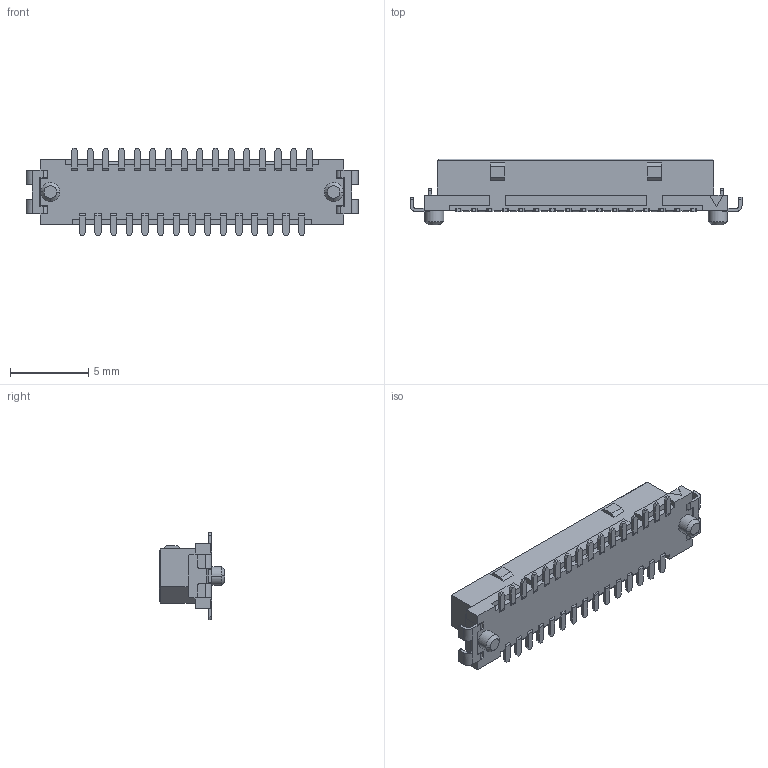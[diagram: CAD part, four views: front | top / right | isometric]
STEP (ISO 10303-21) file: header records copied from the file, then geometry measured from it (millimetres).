
FILE_DESCRIPTION (( 'STEP AP214' ), '1' );
FILE_NAME ('FBB10003-F31S3013W5M-REF.STEP', '2024-11-04T03:35:45', ( '' ), ( '' ), 'SwSTEP 2.0', 'SolidWorks 2021', '' );
FILE_SCHEMA (( 'AUTOMOTIVE_DESIGN' ));
Length unit declared in the file: millimetre
Products named in the file (1): FBB10003-F31S3013W5M-REF
Bounding box: 21.2 x 4.2 x 5.6 mm (x, y, z)
Volume: 143.4 mm3; surface area: 672 mm2
Topology: 1 solids, 1 shells, 1154 faces, 3311 edges, 2190 vertices
Faces by surface type: plane 941, cylinder 207, cone 6
Entity records: 37492 total; most frequent: CARTESIAN_POINT 6865, ORIENTED_EDGE 6622, DIRECTION 6013, EDGE_CURVE 3311, LINE 2883, VECTOR 2883, VERTEX_POINT 2190, AXIS2_PLACEMENT_3D 1565
